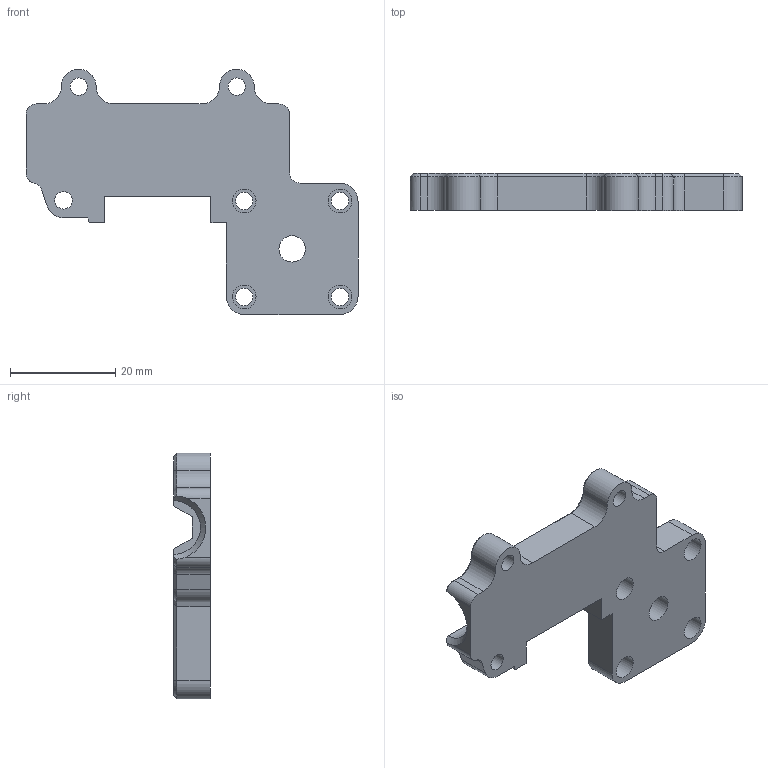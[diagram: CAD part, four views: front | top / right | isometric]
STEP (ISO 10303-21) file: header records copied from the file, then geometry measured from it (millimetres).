
FILE_DESCRIPTION(/* description */ (''),/* implementation_level */ '2;1');
FILE_NAME(/* name */ 'feed_box_rear.step',/* time_stamp */ '2025-10-26T21:57:17+08:00',/* author */ (''),/* organization */ (''),/* preprocessor_version */ 'ST-DEVELOPER v20.1',/* originating_system */ 'Autodesk Translation Framework v14.17.0.0',/* authorisation */ '');
FILE_SCHEMA (('AUTOMOTIVE_DESIGN { 1 0 10303 214 3 1 1 }'));
Length unit declared in the file: millimetre
Products named in the file (1): FusionComponent
Bounding box: 63 x 7 x 46.6 mm (x, y, z)
Volume: 8198.8 mm3; surface area: 5512.8 mm2
Topology: 1 solids, 1 shells, 99 faces, 248 edges, 156 vertices
Faces by surface type: plane 51, cylinder 31, cone 17
Full cylindrical faces by diameter (mm): 3.3 x7, 4.5 x4, 5 x1, 12 x1
Entity records: 3036 total; most frequent: CARTESIAN_POINT 552, DIRECTION 521, ORIENTED_EDGE 496, EDGE_CURVE 248, AXIS2_PLACEMENT_3D 181, LINE 159, VECTOR 159, VERTEX_POINT 156
